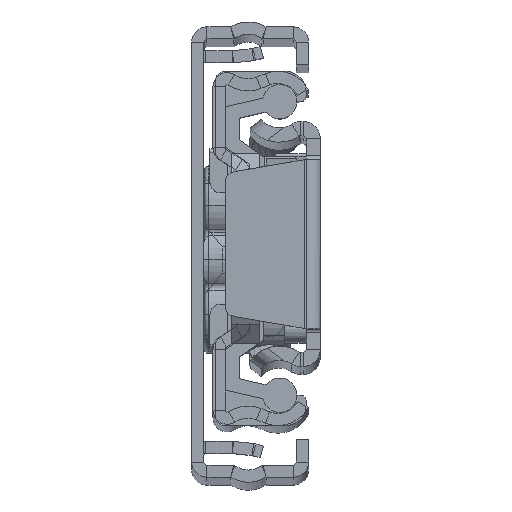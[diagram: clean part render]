
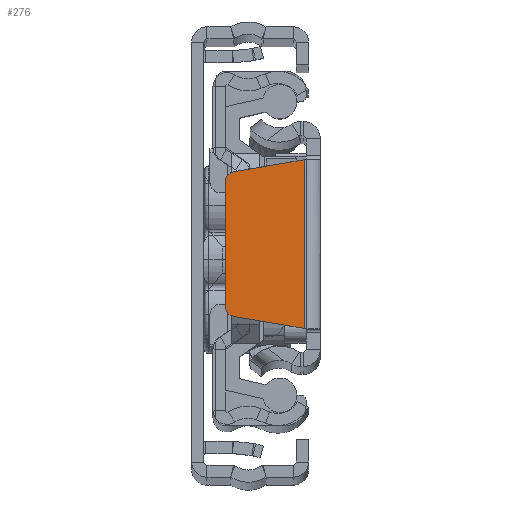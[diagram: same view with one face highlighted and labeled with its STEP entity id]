
A CAD part, top view. The second image highlights one B-rep face of the part: STEP entity #276.
In plain terms, the highlighted planar face has unit normal (0, 0, 1).
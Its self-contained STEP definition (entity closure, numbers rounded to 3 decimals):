
#276 = ADVANCED_FACE ( 'NONE', ( #3600 ), #13832, .F. ) ;
#550 = CARTESIAN_POINT ( 'NONE',  ( -9.4, 6.156, 0. ) ) ;
#1009 = DIRECTION ( 'NONE',  ( 0.986, 0.168, 0. ) ) ;
#1224 = CARTESIAN_POINT ( 'NONE',  ( -1.5, 8.35, 0. ) ) ;
#1574 = EDGE_CURVE ( 'NONE', #5919, #21352, #13654, .T. ) ;
#1785 = EDGE_CURVE ( 'NONE', #5489, #5919, #20840, .T. ) ;
#2204 = CARTESIAN_POINT ( 'NONE',  ( -8.568, -7.142, 0. ) ) ;
#2507 = CARTESIAN_POINT ( 'NONE',  ( -8.4, -6.156, 0. ) ) ;
#2630 = EDGE_CURVE ( 'NONE', #21446, #5489, #13916, .T. ) ;
#3100 = VERTEX_POINT ( 'NONE', #18109 ) ;
#3411 = AXIS2_PLACEMENT_3D ( 'NONE', #2507, #21047, #18978 ) ;
#3415 = CARTESIAN_POINT ( 'NONE',  ( -9.4, -6.156, 0. ) ) ;
#3600 = FACE_OUTER_BOUND ( 'NONE', #12490, .T. ) ;
#5261 = DIRECTION ( 'NONE',  ( 0., -1., 0. ) ) ;
#5342 = ORIENTED_EDGE ( 'NONE', *, *, #2630, .F. ) ;
#5489 = VERTEX_POINT ( 'NONE', #13095 ) ;
#5551 = DIRECTION ( 'NONE',  ( -1., 0., 0. ) ) ;
#5919 = VERTEX_POINT ( 'NONE', #6950 ) ;
#6622 = VERTEX_POINT ( 'NONE', #3415 ) ;
#6950 = CARTESIAN_POINT ( 'NONE',  ( -1.6, 8.333, 0. ) ) ;
#6967 = DIRECTION ( 'NONE',  ( 0., 1., 0. ) ) ;
#7338 = ORIENTED_EDGE ( 'NONE', *, *, #11589, .F. ) ;
#7585 = DIRECTION ( 'NONE',  ( 0., 0., -1. ) ) ;
#7949 = VECTOR ( 'NONE', #5261, 1000. ) ;
#8673 = EDGE_CURVE ( 'NONE', #3100, #6622, #14548, .T. ) ;
#8741 = VECTOR ( 'NONE', #15387, 1000. ) ;
#9076 = AXIS2_PLACEMENT_3D ( 'NONE', #20489, #17007, #5551 ) ;
#9228 = CARTESIAN_POINT ( 'NONE',  ( -8.4, 6.156, 0. ) ) ;
#9275 = CARTESIAN_POINT ( 'NONE',  ( -1.6, -8.333, 0. ) ) ;
#10069 = VECTOR ( 'NONE', #1009, 1000. ) ;
#10699 = CARTESIAN_POINT ( 'NONE',  ( -1.6, -8.333, 0. ) ) ;
#11589 = EDGE_CURVE ( 'NONE', #6622, #21446, #17004, .T. ) ;
#12490 = EDGE_LOOP ( 'NONE', ( #13780, #19708, #5342, #7338, #12572, #14109 ) ) ;
#12572 = ORIENTED_EDGE ( 'NONE', *, *, #8673, .F. ) ;
#13095 = CARTESIAN_POINT ( 'NONE',  ( -8.568, 7.142, 0. ) ) ;
#13554 = AXIS2_PLACEMENT_3D ( 'NONE', #9228, #7585, #17313 ) ;
#13654 = LINE ( 'NONE', #10699, #7949 ) ;
#13780 = ORIENTED_EDGE ( 'NONE', *, *, #1574, .F. ) ;
#13832 = PLANE ( 'NONE',  #9076 ) ;
#13916 = CIRCLE ( 'NONE', #13554, 1. ) ;
#14109 = ORIENTED_EDGE ( 'NONE', *, *, #19967, .F. ) ;
#14548 = CIRCLE ( 'NONE', #3411, 1. ) ;
#15387 = DIRECTION ( 'NONE',  ( -0.986, 0.168, 0. ) ) ;
#15713 = CARTESIAN_POINT ( 'NONE',  ( -9.4, 6.156, 0. ) ) ;
#17004 = LINE ( 'NONE', #550, #20753 ) ;
#17007 = DIRECTION ( 'NONE',  ( 0., 0., -1. ) ) ;
#17313 = DIRECTION ( 'NONE',  ( -1., 0., 0. ) ) ;
#18109 = CARTESIAN_POINT ( 'NONE',  ( -8.568, -7.142, 0. ) ) ;
#18978 = DIRECTION ( 'NONE',  ( -1., 0., 0. ) ) ;
#19708 = ORIENTED_EDGE ( 'NONE', *, *, #1785, .F. ) ;
#19967 = EDGE_CURVE ( 'NONE', #21352, #3100, #20305, .T. ) ;
#20305 = LINE ( 'NONE', #2204, #8741 ) ;
#20489 = CARTESIAN_POINT ( 'NONE',  ( -8.4, 6.156, 0. ) ) ;
#20753 = VECTOR ( 'NONE', #6967, 1000. ) ;
#20840 = LINE ( 'NONE', #1224, #10069 ) ;
#21047 = DIRECTION ( 'NONE',  ( 0., 0., -1. ) ) ;
#21352 = VERTEX_POINT ( 'NONE', #9275 ) ;
#21446 = VERTEX_POINT ( 'NONE', #15713 ) ;
